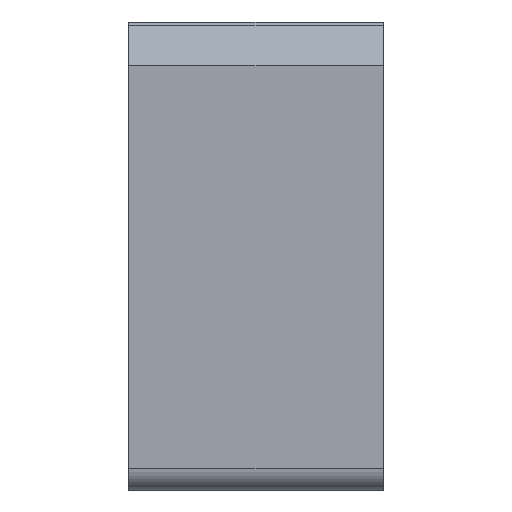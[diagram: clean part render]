
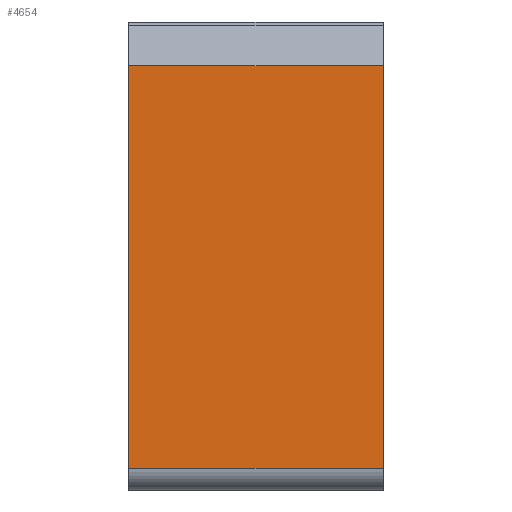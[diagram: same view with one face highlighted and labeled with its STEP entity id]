
A CAD part, front view. The second image highlights one B-rep face of the part: STEP entity #4654.
In plain terms, the highlighted planar face has unit normal (0, -1, 0).
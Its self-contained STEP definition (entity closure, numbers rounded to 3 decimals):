
#158 = CARTESIAN_POINT ( 'NONE',  ( -1.716, -13.745, 12.667 ) ) ;
#178 = DIRECTION ( 'NONE',  ( 0., 0., -1. ) ) ;
#188 = DIRECTION ( 'NONE',  ( 1., 0., 0. ) ) ;
#357 = CARTESIAN_POINT ( 'NONE',  ( -1.716, -13.745, 10.667 ) ) ;
#378 = VERTEX_POINT ( 'NONE', #1388 ) ;
#612 = LINE ( 'NONE', #3728, #1726 ) ;
#691 = DIRECTION ( 'NONE',  ( 0., 0., -1. ) ) ;
#869 = ORIENTED_EDGE ( 'NONE', *, *, #1784, .F. ) ;
#1179 = CARTESIAN_POINT ( 'NONE',  ( -13.416, -13.745, 10.667 ) ) ;
#1262 = VECTOR ( 'NONE', #188, 1000. ) ;
#1388 = CARTESIAN_POINT ( 'NONE',  ( -1.716, -13.745, -7.833 ) ) ;
#1558 = EDGE_CURVE ( 'NONE', #4865, #3060, #612, .T. ) ;
#1700 = LINE ( 'NONE', #158, #2547 ) ;
#1726 = VECTOR ( 'NONE', #178, 1000. ) ;
#1784 = EDGE_CURVE ( 'NONE', #2001, #378, #1700, .T. ) ;
#1888 = LINE ( 'NONE', #2516, #1262 ) ;
#1954 = DIRECTION ( 'NONE',  ( 0., 0., -1. ) ) ;
#1956 = ORIENTED_EDGE ( 'NONE', *, *, #2116, .T. ) ;
#1967 = DIRECTION ( 'NONE',  ( 0., -1., 0. ) ) ;
#1972 = CARTESIAN_POINT ( 'NONE',  ( -1.716, -13.745, 12.667 ) ) ;
#2001 = VERTEX_POINT ( 'NONE', #357 ) ;
#2006 = PLANE ( 'NONE',  #2104 ) ;
#2027 = ORIENTED_EDGE ( 'NONE', *, *, #2199, .T. ) ;
#2104 = AXIS2_PLACEMENT_3D ( 'NONE', #1972, #1967, #1954 ) ;
#2116 = EDGE_CURVE ( 'NONE', #3060, #378, #1888, .T. ) ;
#2199 = EDGE_CURVE ( 'NONE', #2001, #4865, #4415, .T. ) ;
#2516 = CARTESIAN_POINT ( 'NONE',  ( -1.716, -13.745, -7.833 ) ) ;
#2547 = VECTOR ( 'NONE', #691, 1000. ) ;
#2830 = ORIENTED_EDGE ( 'NONE', *, *, #1558, .T. ) ;
#3060 = VERTEX_POINT ( 'NONE', #3215 ) ;
#3085 = EDGE_LOOP ( 'NONE', ( #2027, #2830, #1956, #869 ) ) ;
#3215 = CARTESIAN_POINT ( 'NONE',  ( -13.416, -13.745, -7.833 ) ) ;
#3728 = CARTESIAN_POINT ( 'NONE',  ( -13.416, -13.745, 12.667 ) ) ;
#3859 = FACE_OUTER_BOUND ( 'NONE', #3085, .T. ) ;
#4178 = CARTESIAN_POINT ( 'NONE',  ( -1.716, -13.745, 10.667 ) ) ;
#4415 = LINE ( 'NONE', #4178, #4661 ) ;
#4654 = ADVANCED_FACE ( 'NONE', ( #3859 ), #2006, .T. ) ;
#4661 = VECTOR ( 'NONE', #4854, 1000. ) ;
#4854 = DIRECTION ( 'NONE',  ( -1., 0., 0. ) ) ;
#4865 = VERTEX_POINT ( 'NONE', #1179 ) ;
